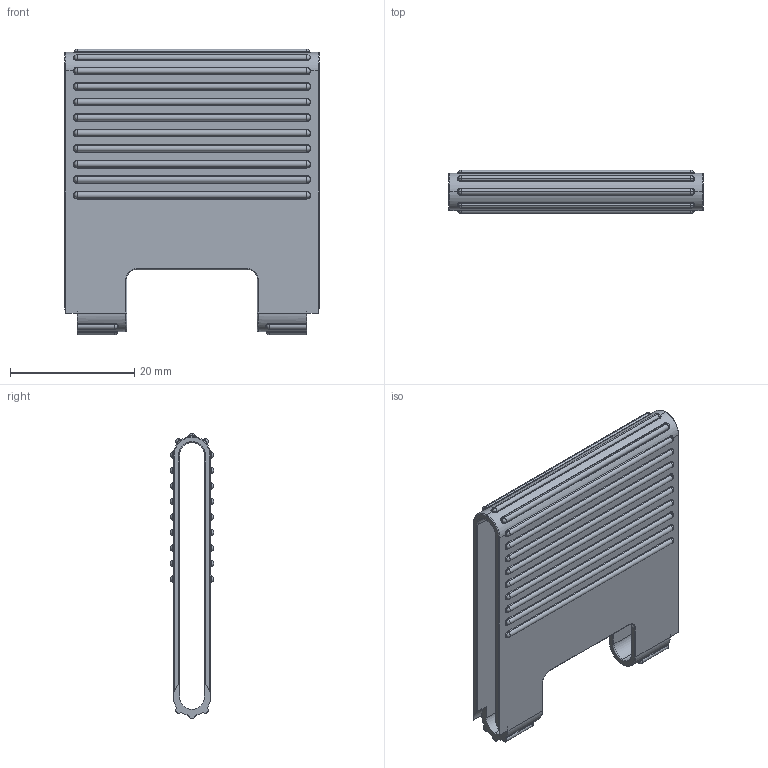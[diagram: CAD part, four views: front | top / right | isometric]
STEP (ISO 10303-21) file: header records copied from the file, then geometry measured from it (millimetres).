
FILE_DESCRIPTION(('FreeCAD Model'),'2;1');
FILE_NAME('Open CASCADE Shape Model','2024-12-11T08:09:15',('Author'),( ''),'Open CASCADE STEP processor 7.6','FreeCAD','Unknown');
FILE_SCHEMA(('AUTOMOTIVE_DESIGN { 1 0 10303 214 1 1 1 1 }'));
Length unit declared in the file: millimetre
Products named in the file (1): pivot_support_2
Bounding box: 41 x 7 x 46 mm (x, y, z)
Volume: 3672.3 mm3; surface area: 7370.4 mm2
Topology: 1 solids, 1 shells, 315 faces, 841 edges, 498 vertices
Faces by surface type: cylinder 126, torus 89, sphere 60, bspline 28, plane 12
Entity records: 10380 total; most frequent: CARTESIAN_POINT 2555, DIRECTION 1832, ORIENTED_EDGE 1594, AXIS2_PLACEMENT_3D 819, EDGE_CURVE 797, CIRCLE 531, VERTEX_POINT 498, FACE_BOUND 333
